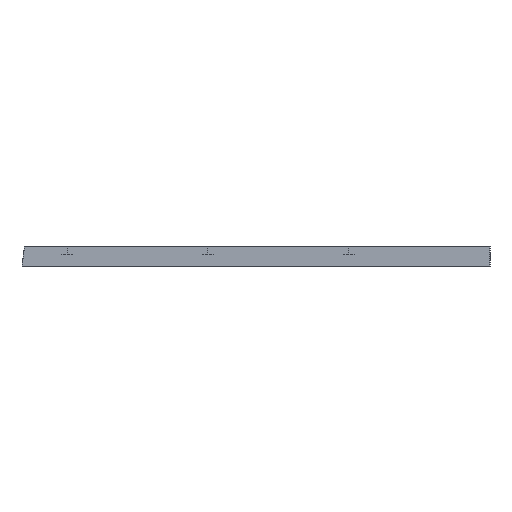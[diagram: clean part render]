
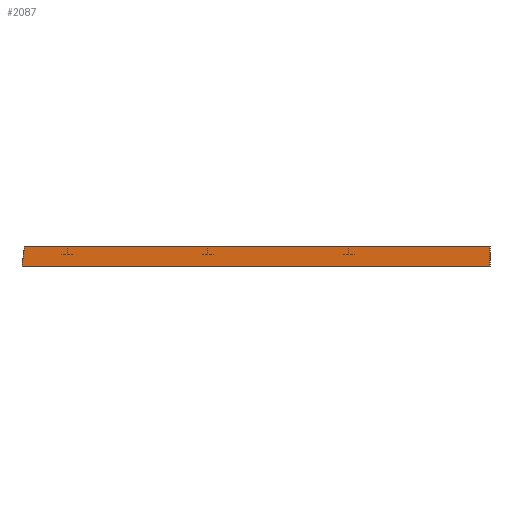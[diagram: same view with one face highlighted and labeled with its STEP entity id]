
A CAD part, left-side view. The second image highlights one B-rep face of the part: STEP entity #2087.
In plain terms, the highlighted planar face has unit normal (-1, 0, 0).
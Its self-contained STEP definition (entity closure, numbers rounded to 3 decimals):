
#47 = ORIENTED_EDGE ( 'NONE', *, *, #1037, .T. ) ;
#103 = CARTESIAN_POINT ( 'NONE',  ( 0., 0., 10. ) ) ;
#115 = ORIENTED_EDGE ( 'NONE', *, *, #1134, .F. ) ;
#125 = VECTOR ( 'NONE', #2100, 1000. ) ;
#210 = VECTOR ( 'NONE', #1331, 1000. ) ;
#369 = EDGE_LOOP ( 'NONE', ( #47, #1398, #596, #115 ) ) ;
#473 = VECTOR ( 'NONE', #786, 1000. ) ;
#596 = ORIENTED_EDGE ( 'NONE', *, *, #1536, .F. ) ;
#633 = CARTESIAN_POINT ( 'NONE',  ( 0., 0., 10. ) ) ;
#786 = DIRECTION ( 'NONE',  ( 0., 0., -1. ) ) ;
#884 = DIRECTION ( 'NONE',  ( 0., -1., 0. ) ) ;
#897 = LINE ( 'NONE', #2161, #1724 ) ;
#970 = VERTEX_POINT ( 'NONE', #2089 ) ;
#979 = CARTESIAN_POINT ( 'NONE',  ( 0., 0., 0. ) ) ;
#992 = VERTEX_POINT ( 'NONE', #1791 ) ;
#1000 = FACE_OUTER_BOUND ( 'NONE', #369, .T. ) ;
#1037 = EDGE_CURVE ( 'NONE', #970, #992, #1377, .T. ) ;
#1134 = EDGE_CURVE ( 'NONE', #970, #1681, #1513, .T. ) ;
#1326 = DIRECTION ( 'NONE',  ( 0., 0., -1. ) ) ;
#1331 = DIRECTION ( 'NONE',  ( 0., -1., 0. ) ) ;
#1345 = PLANE ( 'NONE',  #2082 ) ;
#1377 = LINE ( 'NONE', #2176, #125 ) ;
#1398 = ORIENTED_EDGE ( 'NONE', *, *, #1698, .T. ) ;
#1436 = CARTESIAN_POINT ( 'NONE',  ( 0., 0., 10. ) ) ;
#1507 = DIRECTION ( 'NONE',  ( 1., 0., 0. ) ) ;
#1513 = LINE ( 'NONE', #633, #210 ) ;
#1527 = LINE ( 'NONE', #2226, #473 ) ;
#1536 = EDGE_CURVE ( 'NONE', #1681, #1993, #1527, .T. ) ;
#1681 = VERTEX_POINT ( 'NONE', #1436 ) ;
#1698 = EDGE_CURVE ( 'NONE', #992, #1993, #897, .T. ) ;
#1724 = VECTOR ( 'NONE', #884, 1000. ) ;
#1791 = CARTESIAN_POINT ( 'NONE',  ( 0., 234., 0. ) ) ;
#1993 = VERTEX_POINT ( 'NONE', #979 ) ;
#2082 = AXIS2_PLACEMENT_3D ( 'NONE', #103, #1507, #1326 ) ;
#2087 = ADVANCED_FACE ( 'NONE', ( #1000 ), #1345, .F. ) ;
#2089 = CARTESIAN_POINT ( 'NONE',  ( 0., 232.685, 10. ) ) ;
#2100 = DIRECTION ( 'NONE',  ( 0., 0.13, -0.991 ) ) ;
#2161 = CARTESIAN_POINT ( 'NONE',  ( 0., 0., 0. ) ) ;
#2176 = CARTESIAN_POINT ( 'NONE',  ( 0., 234., 0. ) ) ;
#2226 = CARTESIAN_POINT ( 'NONE',  ( 0., 0., 10. ) ) ;
